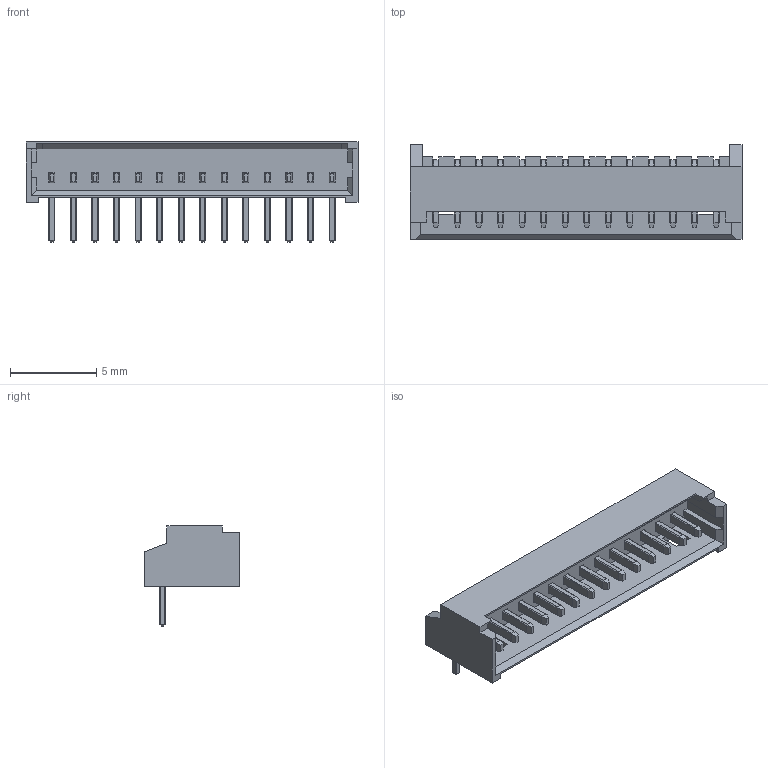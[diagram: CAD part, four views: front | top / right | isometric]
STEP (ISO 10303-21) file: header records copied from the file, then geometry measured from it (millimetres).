
FILE_DESCRIPTION(('FreeCAD Model'),'2;1');
FILE_NAME('Molex_PicoBlade_53048_X.step','2018-10-23T16:33:27',( 'kicad StepUp'),('ksu MCAD'),'Open CASCADE STEP processor 7.3', 'FreeCAD','Unknown');
FILE_SCHEMA(('AUTOMOTIVE_DESIGN { 1 0 10303 214 1 1 1 1 }'));
Length unit declared in the file: millimetre
Products named in the file (1): Molex_PicoBlade_53048_X
Bounding box: 19.25 x 5.5 x 5.8 mm (x, y, z)
Volume: 141 mm3; surface area: 541.8 mm2
Topology: 1 solids, 1 shells, 761 faces, 2165 edges, 1308 vertices
Faces by surface type: plane 663, bspline 56, cone 28, cylinder 14
Entity records: 29579 total; most frequent: CARTESIAN_POINT 4963, ORIENTED_EDGE 4330, DIRECTION 3521, EDGE_CURVE 2165, LINE 1885, VECTOR 1885, VERTEX_POINT 1308, AXIS2_PLACEMENT_3D 818
